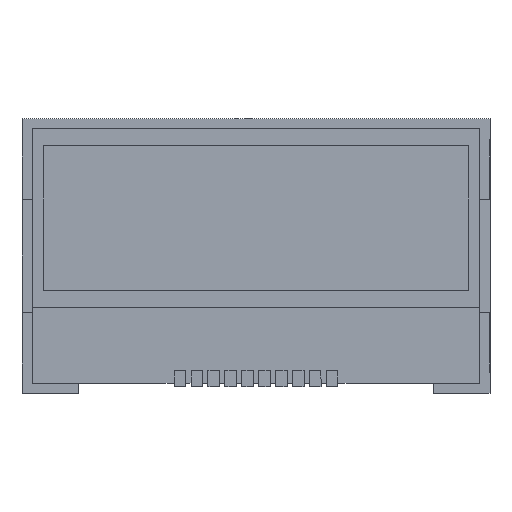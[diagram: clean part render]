
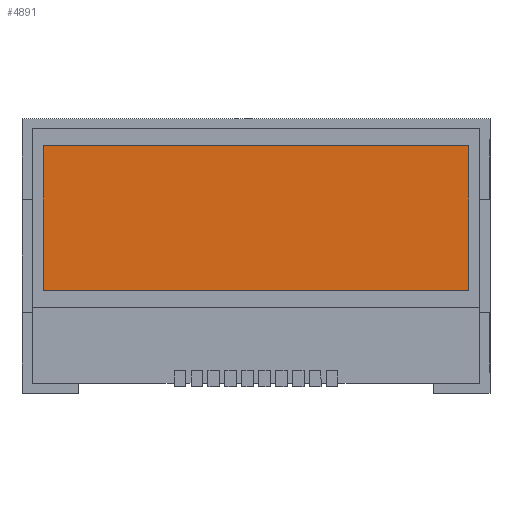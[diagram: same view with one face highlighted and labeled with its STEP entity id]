
A CAD part, top view. The second image highlights one B-rep face of the part: STEP entity #4891.
In plain terms, the highlighted planar face has unit normal (0, 0, 1).
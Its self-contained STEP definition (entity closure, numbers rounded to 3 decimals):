
#121 = LINE ( 'NONE', #1217, #3699 ) ;
#200 = EDGE_CURVE ( 'NONE', #1106, #4635, #121, .T. ) ;
#769 = ORIENTED_EDGE ( 'NONE', *, *, #5148, .T. ) ;
#906 = CARTESIAN_POINT ( 'NONE',  ( -18.8, -3.05, 3.802 ) ) ;
#1106 = VERTEX_POINT ( 'NONE', #5513 ) ;
#1180 = DIRECTION ( 'NONE',  ( -1., 0., 0. ) ) ;
#1217 = CARTESIAN_POINT ( 'NONE',  ( -18.8, 9.75, 3.802 ) ) ;
#1336 = DIRECTION ( 'NONE',  ( 0., 0., -1. ) ) ;
#1492 = FACE_OUTER_BOUND ( 'NONE', #5864, .T. ) ;
#1511 = VECTOR ( 'NONE', #7809, 1000. ) ;
#1599 = VECTOR ( 'NONE', #7218, 1000. ) ;
#2635 = AXIS2_PLACEMENT_3D ( 'NONE', #8660, #1336, #6008 ) ;
#2810 = ORIENTED_EDGE ( 'NONE', *, *, #200, .T. ) ;
#3699 = VECTOR ( 'NONE', #1180, 1000. ) ;
#3710 = ORIENTED_EDGE ( 'NONE', *, *, #8012, .T. ) ;
#4635 = VERTEX_POINT ( 'NONE', #7730 ) ;
#4891 = ADVANCED_FACE ( 'NONE', ( #1492 ), #5334, .F. ) ;
#5131 = LINE ( 'NONE', #7865, #1599 ) ;
#5140 = CARTESIAN_POINT ( 'NONE',  ( -18.8, -3.05, 3.802 ) ) ;
#5148 = EDGE_CURVE ( 'NONE', #4635, #5482, #5131, .T. ) ;
#5334 = PLANE ( 'NONE',  #2635 ) ;
#5482 = VERTEX_POINT ( 'NONE', #906 ) ;
#5513 = CARTESIAN_POINT ( 'NONE',  ( 18.8, 9.75, 3.802 ) ) ;
#5864 = EDGE_LOOP ( 'NONE', ( #7594, #3710, #2810, #769 ) ) ;
#6008 = DIRECTION ( 'NONE',  ( -1., 0., 0. ) ) ;
#6807 = LINE ( 'NONE', #7130, #1511 ) ;
#7036 = LINE ( 'NONE', #5140, #8386 ) ;
#7130 = CARTESIAN_POINT ( 'NONE',  ( 18.8, 9.75, 3.802 ) ) ;
#7218 = DIRECTION ( 'NONE',  ( 0., -1., 0. ) ) ;
#7594 = ORIENTED_EDGE ( 'NONE', *, *, #8027, .T. ) ;
#7687 = VERTEX_POINT ( 'NONE', #8205 ) ;
#7730 = CARTESIAN_POINT ( 'NONE',  ( -18.8, 9.75, 3.802 ) ) ;
#7809 = DIRECTION ( 'NONE',  ( 0., 1., 0. ) ) ;
#7865 = CARTESIAN_POINT ( 'NONE',  ( -18.8, 9.75, 3.802 ) ) ;
#8012 = EDGE_CURVE ( 'NONE', #7687, #1106, #6807, .T. ) ;
#8027 = EDGE_CURVE ( 'NONE', #5482, #7687, #7036, .T. ) ;
#8205 = CARTESIAN_POINT ( 'NONE',  ( 18.8, -3.05, 3.802 ) ) ;
#8386 = VECTOR ( 'NONE', #8461, 1000. ) ;
#8461 = DIRECTION ( 'NONE',  ( 1., 0., 0. ) ) ;
#8660 = CARTESIAN_POINT ( 'NONE',  ( 0., 0., 3.802 ) ) ;
